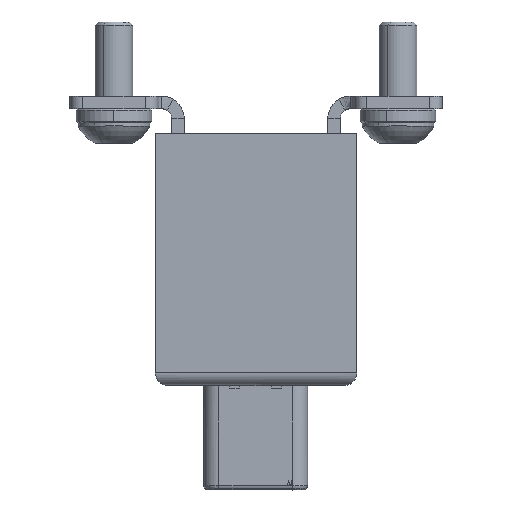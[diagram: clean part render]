
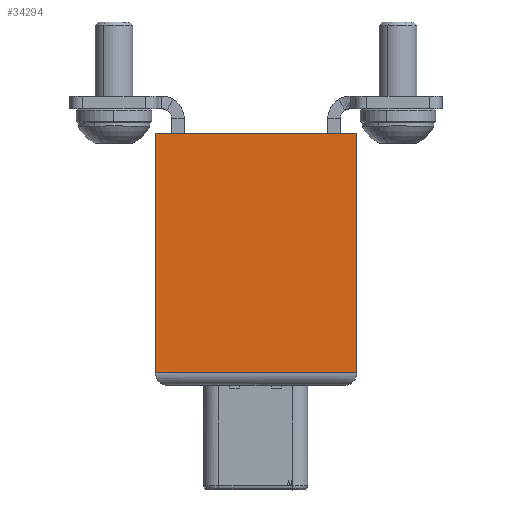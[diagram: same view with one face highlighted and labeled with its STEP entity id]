
A CAD part, top view. The second image highlights one B-rep face of the part: STEP entity #34294.
In plain terms, the highlighted planar face has unit normal (0, 0, 1).
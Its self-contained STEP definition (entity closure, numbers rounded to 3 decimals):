
#564 = ORIENTED_EDGE ( 'NONE', *, *, #21125, .F. ) ;
#3328 = CARTESIAN_POINT ( 'NONE',  ( 8., 17.55, 3. ) ) ;
#7845 = LINE ( 'NONE', #99761, #62833 ) ;
#9756 = EDGE_CURVE ( 'NONE', #97935, #29164, #109092, .T. ) ;
#19149 = CARTESIAN_POINT ( 'NONE',  ( -8., 17.55, 3. ) ) ;
#21125 = EDGE_CURVE ( 'NONE', #38482, #27656, #84055, .T. ) ;
#21248 = ORIENTED_EDGE ( 'NONE', *, *, #34186, .F. ) ;
#27656 = VERTEX_POINT ( 'NONE', #3328 ) ;
#28669 = CARTESIAN_POINT ( 'NONE',  ( -8., -1.45, 3. ) ) ;
#29164 = VERTEX_POINT ( 'NONE', #83808 ) ;
#29173 = EDGE_CURVE ( 'NONE', #38482, #97935, #110106, .T. ) ;
#29385 = AXIS2_PLACEMENT_3D ( 'NONE', #111403, #92262, #43859 ) ;
#34186 = EDGE_CURVE ( 'NONE', #27656, #29164, #7845, .T. ) ;
#34294 = ADVANCED_FACE ( 'NONE', ( #108817 ), #82677, .F. ) ;
#38482 = VERTEX_POINT ( 'NONE', #46742 ) ;
#43794 = VECTOR ( 'NONE', #83202, 1000. ) ;
#43859 = DIRECTION ( 'NONE',  ( 0., 1., 0. ) ) ;
#46742 = CARTESIAN_POINT ( 'NONE',  ( -8., 17.55, 3. ) ) ;
#47074 = DIRECTION ( 'NONE',  ( 0., -1., 0. ) ) ;
#62833 = VECTOR ( 'NONE', #117586, 1000. ) ;
#65594 = ORIENTED_EDGE ( 'NONE', *, *, #29173, .T. ) ;
#82677 = PLANE ( 'NONE',  #29385 ) ;
#83202 = DIRECTION ( 'NONE',  ( 1., 0., 0. ) ) ;
#83808 = CARTESIAN_POINT ( 'NONE',  ( 8., -1.45, 3. ) ) ;
#84055 = LINE ( 'NONE', #101089, #85609 ) ;
#85609 = VECTOR ( 'NONE', #120140, 1000. ) ;
#90729 = ORIENTED_EDGE ( 'NONE', *, *, #9756, .T. ) ;
#91986 = CARTESIAN_POINT ( 'NONE',  ( 8., -1.45, 3. ) ) ;
#92262 = DIRECTION ( 'NONE',  ( 0., 0., -1. ) ) ;
#97935 = VERTEX_POINT ( 'NONE', #28669 ) ;
#99761 = CARTESIAN_POINT ( 'NONE',  ( 8., 17.55, 3. ) ) ;
#101089 = CARTESIAN_POINT ( 'NONE',  ( -8., 17.55, 3. ) ) ;
#101947 = EDGE_LOOP ( 'NONE', ( #65594, #90729, #21248, #564 ) ) ;
#108817 = FACE_OUTER_BOUND ( 'NONE', #101947, .T. ) ;
#109092 = LINE ( 'NONE', #91986, #43794 ) ;
#110106 = LINE ( 'NONE', #19149, #121899 ) ;
#111403 = CARTESIAN_POINT ( 'NONE',  ( -8., 17.55, 3. ) ) ;
#117586 = DIRECTION ( 'NONE',  ( 0., -1., 0. ) ) ;
#120140 = DIRECTION ( 'NONE',  ( 1., 0., 0. ) ) ;
#121899 = VECTOR ( 'NONE', #47074, 1000. ) ;
